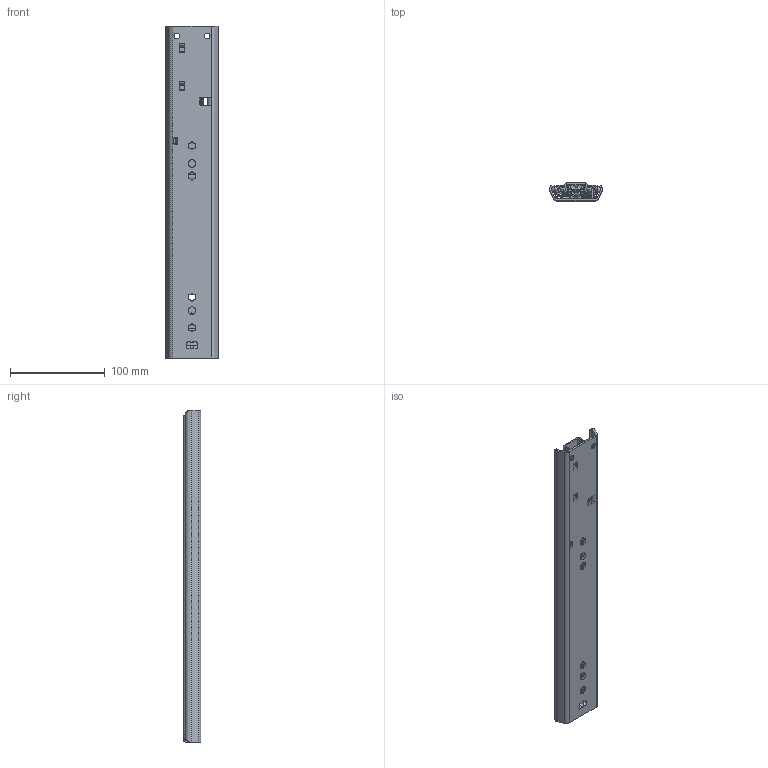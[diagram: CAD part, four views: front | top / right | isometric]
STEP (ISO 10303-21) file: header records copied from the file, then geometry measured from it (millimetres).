
FILE_DESCRIPTION(/* description */ ('Master Profielschetsen + Parameters'),/* implementation_level */ '2;1');
FILE_NAME(/* name */ '112-S82-01-in.stp',/* time_stamp */ '2015-05-01T08:53:49+02:00',/* author */ ('w.jans'),/* organization */ (''),/* preprocessor_version */ 'ST-DEVELOPER v15.6',/* originating_system */ 'Autodesk Inventor 2015',/* authorisation */ '');
FILE_SCHEMA (('AUTOMOTIVE_DESIGN { 1 0 10303 214 3 1 1 }'));
Length unit declared in the file: millimetre
Products named in the file (14): E000017323; E000017324; E000017335; E000017325; E000017332; E000017331; E000017326; E000017334; E000017327; E000017329; E000017330; E000017328; E000017333; E000017322
Assembly tree (39 placements, depth 3):
  E000017322
    E000017323
    E000017335
      E000017324
    E000017331
      E000017325
      E000017332  x14
    E000017334
      E000017326
    E000017330
      E000017327
      E000017329  x14
    E000017333
      E000017328
Bounding box: 55.79 x 18.5 x 350 mm (x, y, z)
Volume: 112301 mm3; surface area: 145101.2 mm2
Topology: 33 solids, 33 shells, 1086 faces, 3358 edges, 2468 vertices
Faces by surface type: plane 515, cylinder 489, cone 42, sphere 28, bspline 12
Full cylindrical faces by diameter (mm): 4.2 x1, 5.56 x14, 6 x2, 6.35 x14, 8 x4, 11 x2, 13 x1
Entity records: 39155 total; most frequent: CARTESIAN_POINT 9164, DIRECTION 6364, ORIENTED_EDGE 6080, EDGE_CURVE 3040, AXIS2_PLACEMENT_3D 2217, VERTEX_POINT 2022, LINE 1930, VECTOR 1930
